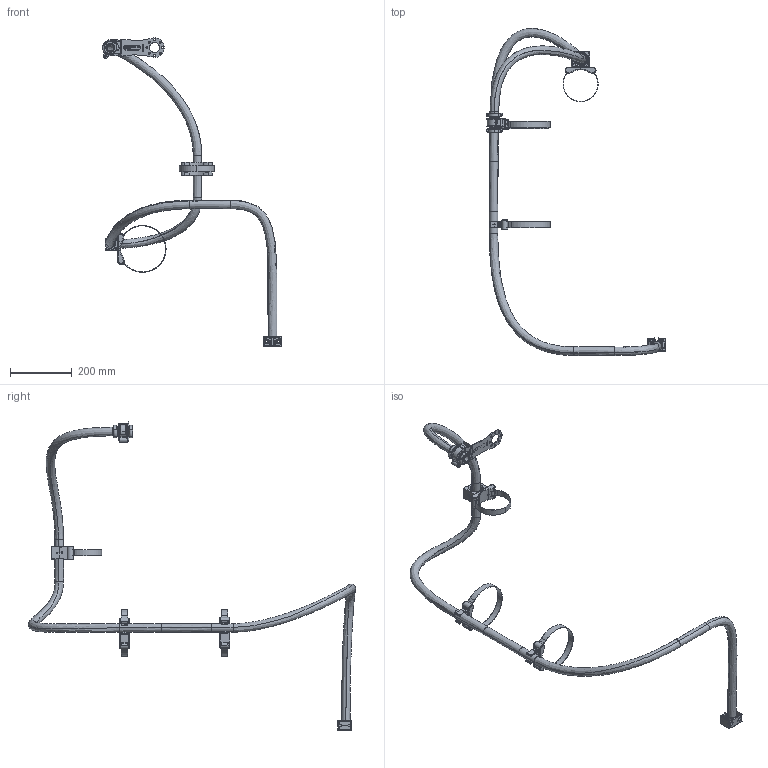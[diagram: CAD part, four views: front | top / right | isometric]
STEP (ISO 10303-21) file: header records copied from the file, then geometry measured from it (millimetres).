
FILE_DESCRIPTION (( 'STEP AP214' ), '1' );
FILE_NAME ('P2521-01.STEP', '2026-03-10T14:19:21', ( '' ), ( '' ), 'SwSTEP 2.0', 'SolidWorks 2024', '' );
FILE_SCHEMA (( 'AUTOMOTIVE_DESIGN' ));
Length unit declared in the file: millimetre
Products named in the file (1): P2521-01
Bounding box: 581.34 x 1060.72 x 998.89 mm (x, y, z)
Volume: 1046419.3 mm3; surface area: 687047 mm2
Topology: 35 solids, 35 shells, 2429 faces, 6226 edges, 3892 vertices
Faces by surface type: plane 887, cylinder 646, bspline 546, torus 242, cone 78, sphere 30
Entity records: 131680 total; most frequent: CARTESIAN_POINT 48685, ORIENTED_EDGE 12284, DIRECTION 10706, EDGE_CURVE 6142, AXIS2_PLACEMENT_3D 3892, VERTEX_POINT 3886, LINE 2922, VECTOR 2922
